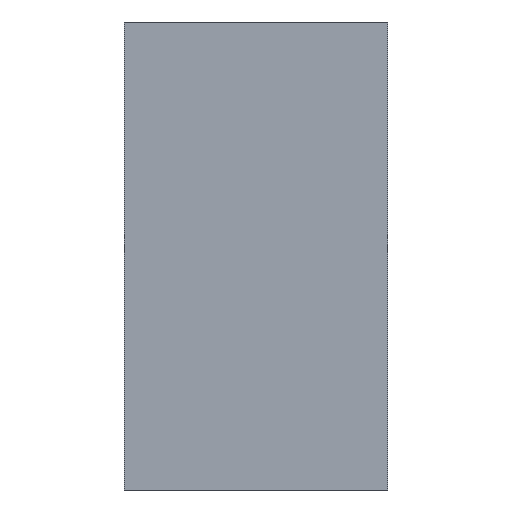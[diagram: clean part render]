
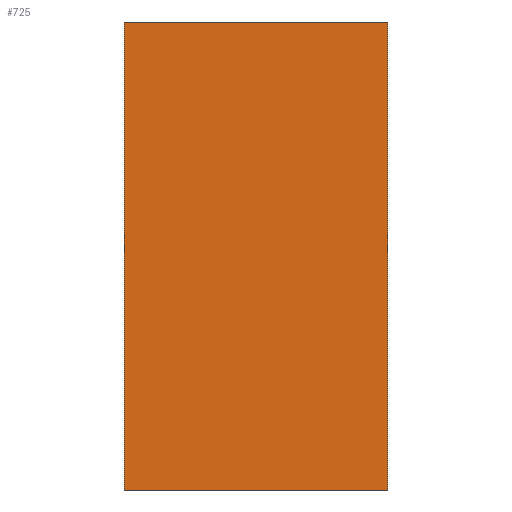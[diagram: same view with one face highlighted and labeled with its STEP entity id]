
A CAD part, left-side view. The second image highlights one B-rep face of the part: STEP entity #725.
In plain terms, the highlighted planar face has unit normal (-1, 0, 0).
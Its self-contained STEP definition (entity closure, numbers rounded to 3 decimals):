
#10 = EDGE_CURVE ( 'NONE', #812, #515, #748, .T. ) ;
#80 = CARTESIAN_POINT ( 'NONE',  ( -0.8, 0.225, 0.4 ) ) ;
#114 = CARTESIAN_POINT ( 'NONE',  ( -0.8, -0.225, 0.4 ) ) ;
#224 = LINE ( 'NONE', #421, #735 ) ;
#238 = CARTESIAN_POINT ( 'NONE',  ( -0.8, 0.225, 0.4 ) ) ;
#268 = ORIENTED_EDGE ( 'NONE', *, *, #10, .T. ) ;
#307 = CARTESIAN_POINT ( 'NONE',  ( -0.8, 0.225, 0.4 ) ) ;
#361 = DIRECTION ( 'NONE',  ( 0., 0., -1. ) ) ;
#374 = DIRECTION ( 'NONE',  ( 1., 0., 0. ) ) ;
#406 = VECTOR ( 'NONE', #1000, 1000. ) ;
#418 = DIRECTION ( 'NONE',  ( 0., 0., -1. ) ) ;
#421 = CARTESIAN_POINT ( 'NONE',  ( -0.8, 0.225, 0.4 ) ) ;
#458 = VERTEX_POINT ( 'NONE', #238 ) ;
#506 = AXIS2_PLACEMENT_3D ( 'NONE', #80, #374, #1043 ) ;
#515 = VERTEX_POINT ( 'NONE', #1005 ) ;
#540 = EDGE_CURVE ( 'NONE', #458, #812, #224, .T. ) ;
#561 = VECTOR ( 'NONE', #361, 1000. ) ;
#586 = EDGE_CURVE ( 'NONE', #981, #515, #1202, .T. ) ;
#620 = FACE_OUTER_BOUND ( 'NONE', #1169, .T. ) ;
#626 = CARTESIAN_POINT ( 'NONE',  ( -0.8, -0.225, 0.4 ) ) ;
#657 = PLANE ( 'NONE',  #506 ) ;
#677 = CARTESIAN_POINT ( 'NONE',  ( -0.8, 0.225, -0.4 ) ) ;
#725 = ADVANCED_FACE ( 'NONE', ( #620 ), #657, .F. ) ;
#735 = VECTOR ( 'NONE', #418, 1000. ) ;
#748 = LINE ( 'NONE', #988, #1182 ) ;
#812 = VERTEX_POINT ( 'NONE', #677 ) ;
#905 = LINE ( 'NONE', #307, #406 ) ;
#964 = ORIENTED_EDGE ( 'NONE', *, *, #1167, .F. ) ;
#981 = VERTEX_POINT ( 'NONE', #114 ) ;
#988 = CARTESIAN_POINT ( 'NONE',  ( -0.8, 0.225, -0.4 ) ) ;
#1000 = DIRECTION ( 'NONE',  ( 0., -1., 0. ) ) ;
#1005 = CARTESIAN_POINT ( 'NONE',  ( -0.8, -0.225, -0.4 ) ) ;
#1043 = DIRECTION ( 'NONE',  ( 0., 1., 0. ) ) ;
#1089 = DIRECTION ( 'NONE',  ( 0., -1., 0. ) ) ;
#1097 = ORIENTED_EDGE ( 'NONE', *, *, #586, .F. ) ;
#1167 = EDGE_CURVE ( 'NONE', #458, #981, #905, .T. ) ;
#1169 = EDGE_LOOP ( 'NONE', ( #268, #1097, #964, #1174 ) ) ;
#1174 = ORIENTED_EDGE ( 'NONE', *, *, #540, .T. ) ;
#1182 = VECTOR ( 'NONE', #1089, 1000. ) ;
#1202 = LINE ( 'NONE', #626, #561 ) ;
